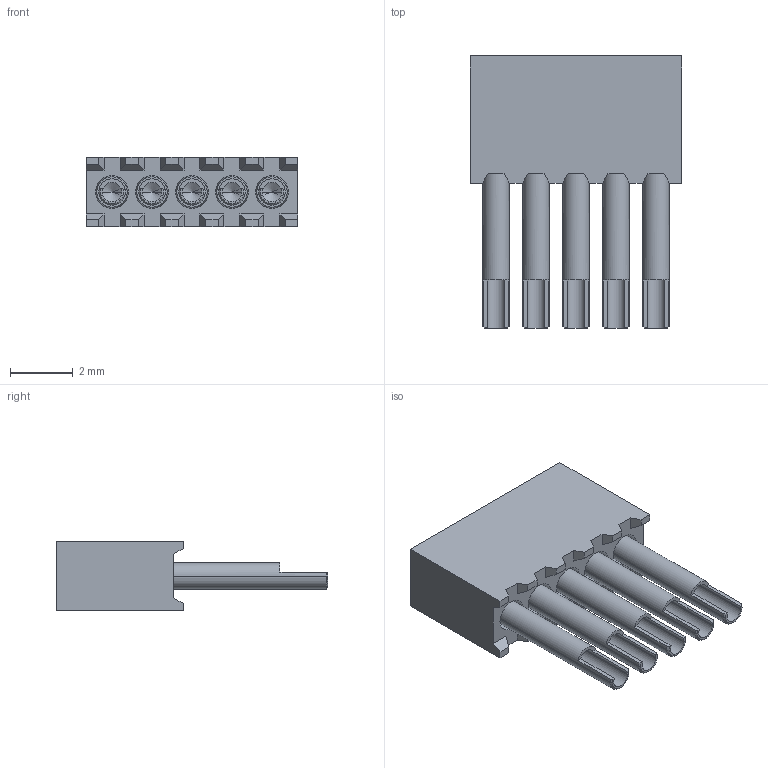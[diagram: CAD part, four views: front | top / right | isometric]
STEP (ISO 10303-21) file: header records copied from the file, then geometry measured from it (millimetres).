
FILE_DESCRIPTION (( 'STEP AP214' ), '1' );
FILE_NAME ('mill-max-851-13-005-10-003000.step', '2018-03-30T20:29:14', ( '' ), ( '' ), 'SwSTEP 2.0', 'SolidWorks 2018', '' );
FILE_SCHEMA (( 'AUTOMOTIVE_DESIGN' ));
Length unit declared in the file: inch
Products named in the file (3): mill-max-851-13-005-10-003000_P8XX-18-013-02-000000_P805-18-013-02-000000; mill-max-851-13-005-10-003000; mill-max-851-13-005-10-003000_1157_1157-0-01-15-00-00-09-0
Assembly tree (6 placements, depth 2):
  mill-max-851-13-005-10-003000
    mill-max-851-13-005-10-003000_P8XX-18-013-02-000000_P805-18-013-02-000000
    mill-max-851-13-005-10-003000_1157_1157-0-01-15-00-00-09-0  x5
Bounding box: 6.73 x 8.64 x 2.21 mm (x, y, z)
Volume: 53.7 mm3; surface area: 334.4 mm2
Topology: 6 solids, 6 shells, 235 faces, 569 edges, 346 vertices
Faces by surface type: plane 90, cylinder 80, cone 65
Entity records: 3084 total; most frequent: CARTESIAN_POINT 521, DIRECTION 514, ORIENTED_EDGE 498, EDGE_CURVE 249, LINE 188, VECTOR 188, AXIS2_PLACEMENT_3D 163, VERTEX_POINT 162
